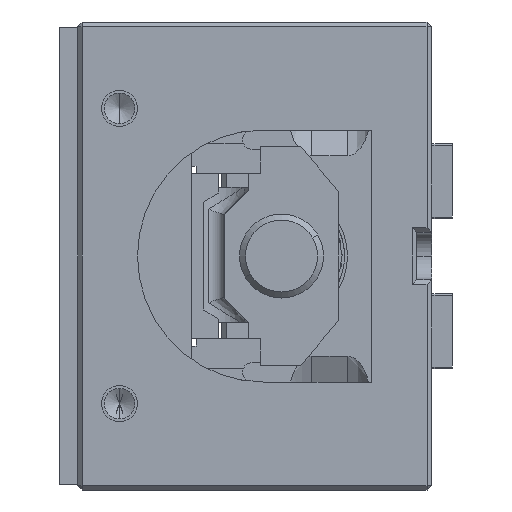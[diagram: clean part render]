
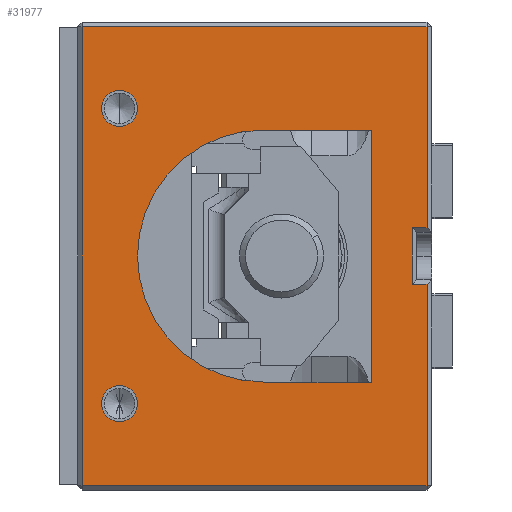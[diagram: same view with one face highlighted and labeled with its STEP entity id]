
A CAD part, left-side view. The second image highlights one B-rep face of the part: STEP entity #31977.
In plain terms, the highlighted face is planar.
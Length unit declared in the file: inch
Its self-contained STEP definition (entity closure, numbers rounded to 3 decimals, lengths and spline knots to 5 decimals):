
#105 = DIRECTION ( 'NONE',  ( 1., 0., 0. ) ) ;
#202 = ORIENTED_EDGE ( 'NONE', *, *, #5850, .T. ) ;
#207 = CARTESIAN_POINT ( 'NONE',  ( -1.70128, 4.09449, 0. ) ) ;
#602 = ORIENTED_EDGE ( 'NONE', *, *, #1488, .F. ) ;
#754 = VERTEX_POINT ( 'NONE', #20037 ) ;
#1109 = LINE ( 'NONE', #12209, #31853 ) ;
#1333 = VECTOR ( 'NONE', #20695, 39.37008 ) ;
#1488 = EDGE_CURVE ( 'NONE', #754, #5996, #16191, .T. ) ;
#2318 = FACE_OUTER_BOUND ( 'NONE', #22024, .T. ) ;
#2322 = DIRECTION ( 'NONE',  ( 0., 0., 1. ) ) ;
#2447 = DIRECTION ( 'NONE',  ( 0., -1., 0. ) ) ;
#2565 = EDGE_LOOP ( 'NONE', ( #602, #27881, #16304, #10039 ) ) ;
#3267 = CIRCLE ( 'NONE', #8533, 0.23622 ) ;
#3350 = EDGE_CURVE ( 'NONE', #14186, #25927, #13844, .T. ) ;
#3606 = CARTESIAN_POINT ( 'NONE',  ( 1.65354, 0.7874, 0. ) ) ;
#4498 = CARTESIAN_POINT ( 'NONE',  ( 0.37205, 0.05906, 0. ) ) ;
#4578 = LINE ( 'NONE', #32783, #30754 ) ;
#5087 = DIRECTION ( 'NONE',  ( 0., 1., 0. ) ) ;
#5114 = VECTOR ( 'NONE', #25210, 39.37008 ) ;
#5157 = CARTESIAN_POINT ( 'NONE',  ( 2.17372, 4.09449, 0. ) ) ;
#5453 = VERTEX_POINT ( 'NONE', #15710 ) ;
#5458 = ORIENTED_EDGE ( 'NONE', *, *, #27865, .T. ) ;
#5584 = DIRECTION ( 'NONE',  ( 0., 0., 1. ) ) ;
#5850 = EDGE_CURVE ( 'NONE', #5453, #10452, #26506, .T. ) ;
#5996 = VERTEX_POINT ( 'NONE', #30858 ) ;
#6554 = CARTESIAN_POINT ( 'NONE',  ( 3.01181, 4.58661, 0. ) ) ;
#6663 = EDGE_CURVE ( 'NONE', #12803, #31540, #3267, .T. ) ;
#7160 = VECTOR ( 'NONE', #105, 39.37008 ) ;
#7168 = EDGE_CURVE ( 'NONE', #8489, #21859, #11026, .T. ) ;
#7316 = DIRECTION ( 'NONE',  ( 0., 0., 1. ) ) ;
#7364 = LINE ( 'NONE', #18815, #22753 ) ;
#7555 = CARTESIAN_POINT ( 'NONE',  ( 3.07087, 0.05906, 0. ) ) ;
#8287 = VECTOR ( 'NONE', #16597, 39.37008 ) ;
#8489 = VERTEX_POINT ( 'NONE', #35573 ) ;
#8533 = AXIS2_PLACEMENT_3D ( 'NONE', #30197, #2322, #32388 ) ;
#8585 = CARTESIAN_POINT ( 'NONE',  ( 3.07087, 0.25591, 0. ) ) ;
#9454 = DIRECTION ( 'NONE',  ( 0., -1., 0. ) ) ;
#10039 = ORIENTED_EDGE ( 'NONE', *, *, #13963, .F. ) ;
#10213 = CIRCLE ( 'NONE', #35843, 0.23622 ) ;
#10224 = CARTESIAN_POINT ( 'NONE',  ( -1.9375, 4.09449, 0. ) ) ;
#10402 = VERTEX_POINT ( 'NONE', #11404 ) ;
#10452 = VERTEX_POINT ( 'NONE', #29398 ) ;
#10493 = CARTESIAN_POINT ( 'NONE',  ( 0.37205, 0.25591, 0. ) ) ;
#10581 = ORIENTED_EDGE ( 'NONE', *, *, #23292, .T. ) ;
#10691 = PLANE ( 'NONE',  #24677 ) ;
#11026 = LINE ( 'NONE', #25040, #7160 ) ;
#11265 = CARTESIAN_POINT ( 'NONE',  ( 3.01181, 4.64567, 0. ) ) ;
#11404 = CARTESIAN_POINT ( 'NONE',  ( -0.37205, 0.25591, 0. ) ) ;
#11453 = ORIENTED_EDGE ( 'NONE', *, *, #30778, .T. ) ;
#11519 = VECTOR ( 'NONE', #2447, 39.37008 ) ;
#12102 = CIRCLE ( 'NONE', #35369, 0.23622 ) ;
#12148 = CARTESIAN_POINT ( 'NONE',  ( -3.01181, 0., 0. ) ) ;
#12209 = CARTESIAN_POINT ( 'NONE',  ( -1.65354, 0.7874, 0. ) ) ;
#12459 = LINE ( 'NONE', #23028, #16359 ) ;
#12803 = VERTEX_POINT ( 'NONE', #18008 ) ;
#13247 = EDGE_CURVE ( 'NONE', #25331, #14186, #7364, .T. ) ;
#13455 = CARTESIAN_POINT ( 'NONE',  ( 3.07087, 0., 0. ) ) ;
#13514 = DIRECTION ( 'NONE',  ( 1., 0., 0. ) ) ;
#13807 = VERTEX_POINT ( 'NONE', #207 ) ;
#13844 = LINE ( 'NONE', #11265, #17007 ) ;
#13963 = EDGE_CURVE ( 'NONE', #5996, #8489, #1109, .T. ) ;
#14186 = VERTEX_POINT ( 'NONE', #30035 ) ;
#14226 = ORIENTED_EDGE ( 'NONE', *, *, #13247, .T. ) ;
#14267 = CARTESIAN_POINT ( 'NONE',  ( -0.37205, 0.05906, 0. ) ) ;
#14993 = ORIENTED_EDGE ( 'NONE', *, *, #22524, .T. ) ;
#15710 = CARTESIAN_POINT ( 'NONE',  ( -3.01181, 4.58661, 0. ) ) ;
#15919 = DIRECTION ( 'NONE',  ( 1., 0., 0. ) ) ;
#16008 = CARTESIAN_POINT ( 'NONE',  ( -1.9375, 4.09449, 0. ) ) ;
#16125 = LINE ( 'NONE', #35983, #11519 ) ;
#16191 = CIRCLE ( 'NONE', #17361, 1.65354 ) ;
#16211 = ORIENTED_EDGE ( 'NONE', *, *, #29655, .T. ) ;
#16304 = ORIENTED_EDGE ( 'NONE', *, *, #7168, .F. ) ;
#16342 = DIRECTION ( 'NONE',  ( 1., 0., 0. ) ) ;
#16359 = VECTOR ( 'NONE', #31226, 39.37008 ) ;
#16525 = DIRECTION ( 'NONE',  ( 0., 0., 1. ) ) ;
#16597 = DIRECTION ( 'NONE',  ( 1., 0., 0. ) ) ;
#16961 = ORIENTED_EDGE ( 'NONE', *, *, #27099, .F. ) ;
#17007 = VECTOR ( 'NONE', #5087, 39.37008 ) ;
#17361 = AXIS2_PLACEMENT_3D ( 'NONE', #22335, #5584, #30529 ) ;
#17857 = ORIENTED_EDGE ( 'NONE', *, *, #3350, .T. ) ;
#18008 = CARTESIAN_POINT ( 'NONE',  ( 1.70128, 4.09449, 0. ) ) ;
#18216 = CARTESIAN_POINT ( 'NONE',  ( 1.9375, 4.09449, 0. ) ) ;
#18586 = DIRECTION ( 'NONE',  ( -1., 0., 0. ) ) ;
#18815 = CARTESIAN_POINT ( 'NONE',  ( 3.07087, 0.05906, 0. ) ) ;
#18909 = DIRECTION ( 'NONE',  ( 1., 0., 0. ) ) ;
#19088 = FACE_BOUND ( 'NONE', #27635, .T. ) ;
#19259 = FACE_BOUND ( 'NONE', #2565, .T. ) ;
#19322 = LINE ( 'NONE', #8585, #8287 ) ;
#20037 = CARTESIAN_POINT ( 'NONE',  ( 1.65354, 2.20472, 0. ) ) ;
#20543 = VECTOR ( 'NONE', #15919, 39.37008 ) ;
#20695 = DIRECTION ( 'NONE',  ( 0., -1., 0. ) ) ;
#21336 = DIRECTION ( 'NONE',  ( 0., 0., 1. ) ) ;
#21859 = VERTEX_POINT ( 'NONE', #3606 ) ;
#22024 = EDGE_LOOP ( 'NONE', ( #16211, #14993, #14226, #17857, #10581, #202, #11453, #5458 ) ) ;
#22335 = CARTESIAN_POINT ( 'NONE',  ( 0., 2.20472, 0. ) ) ;
#22422 = EDGE_CURVE ( 'NONE', #21859, #754, #32685, .T. ) ;
#22524 = EDGE_CURVE ( 'NONE', #29281, #25331, #16125, .T. ) ;
#22753 = VECTOR ( 'NONE', #24473, 39.37008 ) ;
#23028 = CARTESIAN_POINT ( 'NONE',  ( -0.37205, 0.19685, 0. ) ) ;
#23292 = EDGE_CURVE ( 'NONE', #25927, #5453, #4578, .T. ) ;
#23322 = ORIENTED_EDGE ( 'NONE', *, *, #6663, .F. ) ;
#24470 = EDGE_CURVE ( 'NONE', #13807, #31945, #10213, .T. ) ;
#24473 = DIRECTION ( 'NONE',  ( 1., 0., 0. ) ) ;
#24677 = AXIS2_PLACEMENT_3D ( 'NONE', #13455, #16525, #16342 ) ;
#24852 = LINE ( 'NONE', #7555, #20543 ) ;
#24936 = EDGE_CURVE ( 'NONE', #31945, #13807, #28265, .T. ) ;
#25040 = CARTESIAN_POINT ( 'NONE',  ( -1.65354, 0.7874, 0. ) ) ;
#25210 = DIRECTION ( 'NONE',  ( 0., 1., 0. ) ) ;
#25331 = VERTEX_POINT ( 'NONE', #4498 ) ;
#25359 = AXIS2_PLACEMENT_3D ( 'NONE', #16008, #35492, #18909 ) ;
#25927 = VERTEX_POINT ( 'NONE', #6554 ) ;
#26506 = LINE ( 'NONE', #12148, #1333 ) ;
#26611 = DIRECTION ( 'NONE',  ( 1., 0., 0. ) ) ;
#27099 = EDGE_CURVE ( 'NONE', #31540, #12803, #12102, .T. ) ;
#27590 = CARTESIAN_POINT ( 'NONE',  ( 1.65354, 0.7874, 0. ) ) ;
#27635 = EDGE_LOOP ( 'NONE', ( #33147, #27887 ) ) ;
#27638 = CARTESIAN_POINT ( 'NONE',  ( -2.17372, 4.09449, 0. ) ) ;
#27865 = EDGE_CURVE ( 'NONE', #33857, #10402, #12459, .T. ) ;
#27881 = ORIENTED_EDGE ( 'NONE', *, *, #22422, .F. ) ;
#27887 = ORIENTED_EDGE ( 'NONE', *, *, #24936, .F. ) ;
#28265 = CIRCLE ( 'NONE', #25359, 0.23622 ) ;
#29131 = EDGE_LOOP ( 'NONE', ( #16961, #23322 ) ) ;
#29281 = VERTEX_POINT ( 'NONE', #10493 ) ;
#29398 = CARTESIAN_POINT ( 'NONE',  ( -3.01181, 0.05906, 0. ) ) ;
#29655 = EDGE_CURVE ( 'NONE', #10402, #29281, #19322, .T. ) ;
#30035 = CARTESIAN_POINT ( 'NONE',  ( 3.01181, 0.05906, 0. ) ) ;
#30197 = CARTESIAN_POINT ( 'NONE',  ( 1.9375, 4.09449, 0. ) ) ;
#30529 = DIRECTION ( 'NONE',  ( 1., 0., 0. ) ) ;
#30754 = VECTOR ( 'NONE', #18586, 39.37008 ) ;
#30778 = EDGE_CURVE ( 'NONE', #10452, #33857, #24852, .T. ) ;
#30858 = CARTESIAN_POINT ( 'NONE',  ( -1.65354, 2.20472, 0. ) ) ;
#31226 = DIRECTION ( 'NONE',  ( 0., 1., 0. ) ) ;
#31540 = VERTEX_POINT ( 'NONE', #5157 ) ;
#31853 = VECTOR ( 'NONE', #9454, 39.37008 ) ;
#31945 = VERTEX_POINT ( 'NONE', #27638 ) ;
#31977 = ADVANCED_FACE ( 'NONE', ( #2318, #19088, #32726, #19259 ), #10691, .T. ) ;
#32388 = DIRECTION ( 'NONE',  ( 1., 0., 0. ) ) ;
#32685 = LINE ( 'NONE', #27590, #5114 ) ;
#32726 = FACE_BOUND ( 'NONE', #29131, .T. ) ;
#32783 = CARTESIAN_POINT ( 'NONE',  ( 3.07087, 4.58661, 0. ) ) ;
#33147 = ORIENTED_EDGE ( 'NONE', *, *, #24470, .F. ) ;
#33857 = VERTEX_POINT ( 'NONE', #14267 ) ;
#35369 = AXIS2_PLACEMENT_3D ( 'NONE', #18216, #21336, #26611 ) ;
#35492 = DIRECTION ( 'NONE',  ( 0., 0., 1. ) ) ;
#35573 = CARTESIAN_POINT ( 'NONE',  ( -1.65354, 0.7874, 0. ) ) ;
#35843 = AXIS2_PLACEMENT_3D ( 'NONE', #10224, #7316, #13514 ) ;
#35983 = CARTESIAN_POINT ( 'NONE',  ( 0.37205, 0., 0. ) ) ;
